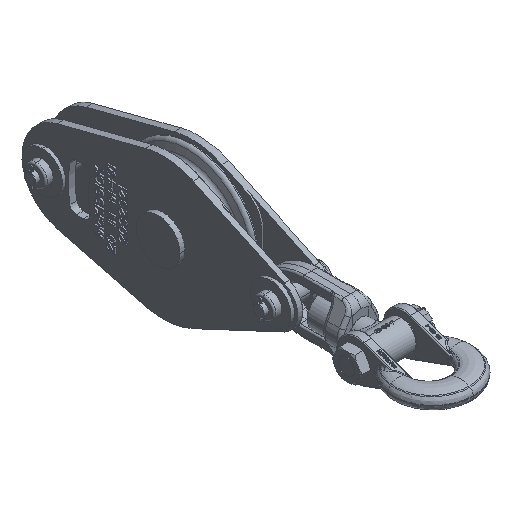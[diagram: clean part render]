
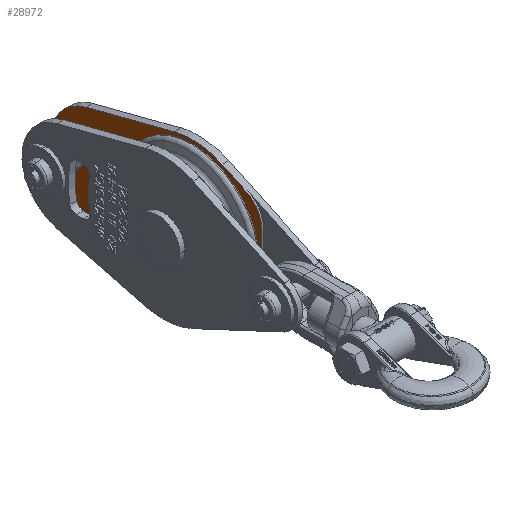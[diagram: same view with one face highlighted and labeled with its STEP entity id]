
A CAD part, isometric view. The second image highlights one B-rep face of the part: STEP entity #28972.
In plain terms, the highlighted planar face has unit normal (-1, 0, 0).
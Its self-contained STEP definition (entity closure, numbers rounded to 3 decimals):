
#2974=DIRECTION('',(0.,0.906,0.424));
#2975=VECTOR('',#2974,3.915);
#2976=CARTESIAN_POINT('',(1.64,-8.,7.847));
#2977=LINE('',#2976,#2975);
#2978=CARTESIAN_POINT('',(1.64,-6.25,4.112));
#2979=DIRECTION('',(-1.,0.,0.));
#2980=DIRECTION('',(0.,-1.,0.));
#2981=AXIS2_PLACEMENT_3D('',#2978,#2979,#2980);
#2983=DIRECTION('',(0.,0.,1.));
#2984=VECTOR('',#2983,8.224);
#2985=CARTESIAN_POINT('',(1.64,-10.375,-4.112));
#2986=LINE('',#2985,#2984);
#2987=CARTESIAN_POINT('',(1.64,-6.25,-4.112));
#2988=DIRECTION('',(-1.,0.,0.));
#2989=DIRECTION('',(0.,-0.424,-0.906));
#2990=AXIS2_PLACEMENT_3D('',#2987,#2988,#2989);
#2992=DIRECTION('',(0.,-0.906,0.424));
#2993=VECTOR('',#2992,3.915);
#2994=CARTESIAN_POINT('',(1.64,-4.455,-9.508));
#2995=LINE('',#2994,#2993);
#2996=CARTESIAN_POINT('',(1.64,0.,0.));
#2997=DIRECTION('',(-1.,0.,0.));
#2998=DIRECTION('',(0.,0.,-1.));
#2999=AXIS2_PLACEMENT_3D('',#2996,#2997,#2998);
#3001=CARTESIAN_POINT('',(1.64,0.,0.));
#3002=DIRECTION('',(-1.,0.,0.));
#3003=DIRECTION('',(0.,0.25,-0.968));
#3004=AXIS2_PLACEMENT_3D('',#3001,#3002,#3003);
#3006=DIRECTION('',(0.,-0.968,-0.25));
#3007=VECTOR('',#3006,13.555);
#3008=CARTESIAN_POINT('',(1.64,15.75,-6.778));
#3009=LINE('',#3008,#3007);
#3010=CARTESIAN_POINT('',(1.64,14.,0.));
#3011=DIRECTION('',(-1.,0.,0.));
#3012=DIRECTION('',(0.,0.25,0.968));
#3013=AXIS2_PLACEMENT_3D('',#3010,#3011,#3012);
#3015=DIRECTION('',(0.,0.968,-0.25));
#3016=VECTOR('',#3015,13.555);
#3017=CARTESIAN_POINT('',(1.64,2.625,10.167));
#3018=LINE('',#3017,#3016);
#3019=CARTESIAN_POINT('',(1.64,0.,0.));
#3020=DIRECTION('',(-1.,0.,0.));
#3021=DIRECTION('',(0.,0.,1.));
#3022=AXIS2_PLACEMENT_3D('',#3019,#3020,#3021);
#3024=CARTESIAN_POINT('',(1.64,0.,0.));
#3025=DIRECTION('',(-1.,0.,0.));
#3026=DIRECTION('',(0.,-0.424,0.906));
#3027=AXIS2_PLACEMENT_3D('',#3024,#3025,#3026);
#3029=CARTESIAN_POINT('',(1.64,12.885,-2.5));
#3030=DIRECTION('',(1.,0.,0.));
#3031=DIRECTION('',(0.,0.,-1.));
#3032=AXIS2_PLACEMENT_3D('',#3029,#3030,#3031);
#3034=DIRECTION('',(0.,1.,0.));
#3035=VECTOR('',#3034,1.02);
#3036=CARTESIAN_POINT('',(1.64,11.864,-3.5));
#3037=LINE('',#3036,#3035);
#3038=CARTESIAN_POINT('',(1.64,11.864,-2.5));
#3039=DIRECTION('',(1.,0.,0.));
#3040=DIRECTION('',(0.,-0.979,0.206));
#3041=AXIS2_PLACEMENT_3D('',#3038,#3039,#3040);
#3043=CARTESIAN_POINT('',(1.64,0.,0.));
#3044=DIRECTION('',(-1.,0.,0.));
#3045=DIRECTION('',(0.,0.979,0.206));
#3046=AXIS2_PLACEMENT_3D('',#3043,#3044,#3045);
#3048=CARTESIAN_POINT('',(1.64,11.864,2.5));
#3049=DIRECTION('',(1.,0.,0.));
#3050=DIRECTION('',(0.,0.,1.));
#3051=AXIS2_PLACEMENT_3D('',#3048,#3049,#3050);
#3053=DIRECTION('',(0.,-1.,0.));
#3054=VECTOR('',#3053,1.02);
#3055=CARTESIAN_POINT('',(1.64,12.885,3.5));
#3056=LINE('',#3055,#3054);
#3057=CARTESIAN_POINT('',(1.64,12.885,2.5));
#3058=DIRECTION('',(1.,0.,0.));
#3059=DIRECTION('',(0.,0.982,0.19));
#3060=AXIS2_PLACEMENT_3D('',#3057,#3058,#3059);
#3062=CARTESIAN_POINT('',(1.64,0.,0.));
#3063=DIRECTION('',(1.,0.,0.));
#3064=DIRECTION('',(0.,0.982,-0.19));
#3065=AXIS2_PLACEMENT_3D('',#3062,#3063,#3064);
#3067=CARTESIAN_POINT('',(1.64,17.5,0.));
#3068=DIRECTION('',(1.,0.,0.));
#3069=DIRECTION('',(0.,-1.,0.));
#3070=AXIS2_PLACEMENT_3D('',#3067,#3068,#3069);
#3072=CARTESIAN_POINT('',(1.64,17.5,0.));
#3073=DIRECTION('',(1.,0.,0.));
#3074=DIRECTION('',(0.,1.,0.));
#3075=AXIS2_PLACEMENT_3D('',#3072,#3073,#3074);
#3077=CARTESIAN_POINT('',(1.64,0.,0.));
#3078=DIRECTION('',(1.,0.,0.));
#3079=DIRECTION('',(0.,0.,1.));
#3080=AXIS2_PLACEMENT_3D('',#3077,#3078,#3079);
#3082=CARTESIAN_POINT('',(1.64,0.,0.));
#3083=DIRECTION('',(1.,0.,0.));
#3084=DIRECTION('',(0.,0.,-1.));
#3085=AXIS2_PLACEMENT_3D('',#3082,#3083,#3084);
#20931=CARTESIAN_POINT('',(1.64,19.125,0.));
#20932=VERTEX_POINT('',#20931);
#20933=CARTESIAN_POINT('',(1.64,15.875,0.));
#20934=VERTEX_POINT('',#20933);
#21485=CARTESIAN_POINT('',(1.64,0.,-10.));
#21487=VERTEX_POINT('',#21485);
#21623=CARTESIAN_POINT('',(1.64,0.,10.));
#21624=VERTEX_POINT('',#21623);
#21755=CARTESIAN_POINT('',(1.64,-8.,7.847));
#21756=CARTESIAN_POINT('',(1.64,-4.455,9.508));
#21757=VERTEX_POINT('',#21755);
#21758=VERTEX_POINT('',#21756);
#21839=CARTESIAN_POINT('',(1.64,-4.455,-9.508));
#21840=CARTESIAN_POINT('',(1.64,-8.,-7.847));
#21841=VERTEX_POINT('',#21839);
#21842=VERTEX_POINT('',#21840);
#21889=CARTESIAN_POINT('',(1.64,12.885,-3.5));
#21890=CARTESIAN_POINT('',(1.64,13.866,-2.69));
#21891=VERTEX_POINT('',#21889);
#21892=VERTEX_POINT('',#21890);
#21893=CARTESIAN_POINT('',(1.64,0.,10.5));
#21894=CARTESIAN_POINT('',(1.64,2.625,10.167));
#21895=VERTEX_POINT('',#21893);
#21896=VERTEX_POINT('',#21894);
#21897=CARTESIAN_POINT('',(1.64,-10.375,4.112));
#21898=VERTEX_POINT('',#21897);
#22027=CARTESIAN_POINT('',(1.64,-10.375,-4.112));
#22028=VERTEX_POINT('',#22027);
#22029=CARTESIAN_POINT('',(1.64,13.866,2.69));
#22030=VERTEX_POINT('',#22029);
#22031=CARTESIAN_POINT('',(1.64,11.864,-3.5));
#22032=VERTEX_POINT('',#22031);
#22033=CARTESIAN_POINT('',(1.64,15.75,6.778));
#22034=VERTEX_POINT('',#22033);
#22123=CARTESIAN_POINT('',(1.64,0.,-10.5));
#22124=VERTEX_POINT('',#22123);
#22125=CARTESIAN_POINT('',(1.64,2.625,-10.167));
#22126=VERTEX_POINT('',#22125);
#22159=CARTESIAN_POINT('',(1.64,12.885,3.5));
#22160=VERTEX_POINT('',#22159);
#22161=CARTESIAN_POINT('',(1.64,10.886,-2.294));
#22162=VERTEX_POINT('',#22161);
#22167=CARTESIAN_POINT('',(1.64,15.75,-6.778));
#22168=VERTEX_POINT('',#22167);
#22295=CARTESIAN_POINT('',(1.64,11.864,3.5));
#22296=VERTEX_POINT('',#22295);
#22299=CARTESIAN_POINT('',(1.64,10.886,2.294));
#22300=VERTEX_POINT('',#22299);
#28913=CARTESIAN_POINT('',(1.64,-10.375,12.6));
#28914=DIRECTION('',(1.,0.,0.));
#28915=DIRECTION('',(0.,1.,0.));
#28916=AXIS2_PLACEMENT_3D('',#28913,#28914,#28915);
#28917=PLANE('',#28916);
#28919=ORIENTED_EDGE('',*,*,#28918,.F.);
#28921=ORIENTED_EDGE('',*,*,#28920,.F.);
#28923=ORIENTED_EDGE('',*,*,#28922,.F.);
#28925=ORIENTED_EDGE('',*,*,#28924,.F.);
#28927=ORIENTED_EDGE('',*,*,#28926,.F.);
#28929=ORIENTED_EDGE('',*,*,#28928,.F.);
#28931=ORIENTED_EDGE('',*,*,#28930,.F.);
#28933=ORIENTED_EDGE('',*,*,#28932,.F.);
#28935=ORIENTED_EDGE('',*,*,#28934,.F.);
#28937=ORIENTED_EDGE('',*,*,#28936,.F.);
#28939=ORIENTED_EDGE('',*,*,#28938,.F.);
#28941=ORIENTED_EDGE('',*,*,#28940,.F.);
#28942=EDGE_LOOP('',(#28919,#28921,#28923,#28925,#28927,#28929,#28931,#28933,
#28935,#28937,#28939,#28941));
#28943=FACE_OUTER_BOUND('',#28942,.F.);
#28945=ORIENTED_EDGE('',*,*,#28944,.F.);
#28947=ORIENTED_EDGE('',*,*,#28946,.F.);
#28949=ORIENTED_EDGE('',*,*,#28948,.F.);
#28951=ORIENTED_EDGE('',*,*,#28950,.F.);
#28953=ORIENTED_EDGE('',*,*,#28952,.F.);
#28955=ORIENTED_EDGE('',*,*,#28954,.F.);
#28957=ORIENTED_EDGE('',*,*,#28956,.F.);
#28959=ORIENTED_EDGE('',*,*,#28958,.F.);
#28960=EDGE_LOOP('',(#28945,#28947,#28949,#28951,#28953,#28955,#28957,#28959));
#28961=FACE_BOUND('',#28960,.F.);
#28962=ORIENTED_EDGE('',*,*,#28895,.F.);
#28963=ORIENTED_EDGE('',*,*,#28908,.F.);
#28964=EDGE_LOOP('',(#28962,#28963));
#28965=FACE_BOUND('',#28964,.F.);
#28967=ORIENTED_EDGE('',*,*,#28966,.F.);
#28969=ORIENTED_EDGE('',*,*,#28968,.F.);
#28970=EDGE_LOOP('',(#28967,#28969));
#28971=FACE_BOUND('',#28970,.F.);
#2982=CIRCLE('',#2981,4.125);
#2991=CIRCLE('',#2990,4.125);
#3000=CIRCLE('',#2999,10.5);
#3005=CIRCLE('',#3004,10.5);
#3014=CIRCLE('',#3013,7.);
#3023=CIRCLE('',#3022,10.5);
#3028=CIRCLE('',#3027,10.5);
#3033=CIRCLE('',#3032,1.);
#3042=CIRCLE('',#3041,1.);
#3047=CIRCLE('',#3046,11.125);
#3052=CIRCLE('',#3051,1.);
#3061=CIRCLE('',#3060,1.);
#3066=CIRCLE('',#3065,14.125);
#3071=CIRCLE('',#3070,1.625);
#3076=CIRCLE('',#3075,1.625);
#3081=CIRCLE('',#3080,10.);
#3086=CIRCLE('',#3085,10.);
#28895=EDGE_CURVE('',#20934,#20932,#3071,.T.);
#28908=EDGE_CURVE('',#20932,#20934,#3076,.T.);
#28918=EDGE_CURVE('',#21757,#21758,#2977,.T.);
#28920=EDGE_CURVE('',#21898,#21757,#2982,.T.);
#28922=EDGE_CURVE('',#22028,#21898,#2986,.T.);
#28924=EDGE_CURVE('',#21842,#22028,#2991,.T.);
#28926=EDGE_CURVE('',#21841,#21842,#2995,.T.);
#28928=EDGE_CURVE('',#22124,#21841,#3000,.T.);
#28930=EDGE_CURVE('',#22126,#22124,#3005,.T.);
#28932=EDGE_CURVE('',#22168,#22126,#3009,.T.);
#28934=EDGE_CURVE('',#22034,#22168,#3014,.T.);
#28936=EDGE_CURVE('',#21896,#22034,#3018,.T.);
#28938=EDGE_CURVE('',#21895,#21896,#3023,.T.);
#28940=EDGE_CURVE('',#21758,#21895,#3028,.T.);
#28944=EDGE_CURVE('',#21891,#21892,#3033,.T.);
#28946=EDGE_CURVE('',#22032,#21891,#3037,.T.);
#28948=EDGE_CURVE('',#22162,#22032,#3042,.T.);
#28950=EDGE_CURVE('',#22300,#22162,#3047,.T.);
#28952=EDGE_CURVE('',#22296,#22300,#3052,.T.);
#28954=EDGE_CURVE('',#22160,#22296,#3056,.T.);
#28956=EDGE_CURVE('',#22030,#22160,#3061,.T.);
#28958=EDGE_CURVE('',#21892,#22030,#3066,.T.);
#28966=EDGE_CURVE('',#21624,#21487,#3081,.T.);
#28968=EDGE_CURVE('',#21487,#21624,#3086,.T.);
#28972=ADVANCED_FACE('',(#28943,#28961,#28965,#28971),#28917,.F.);
